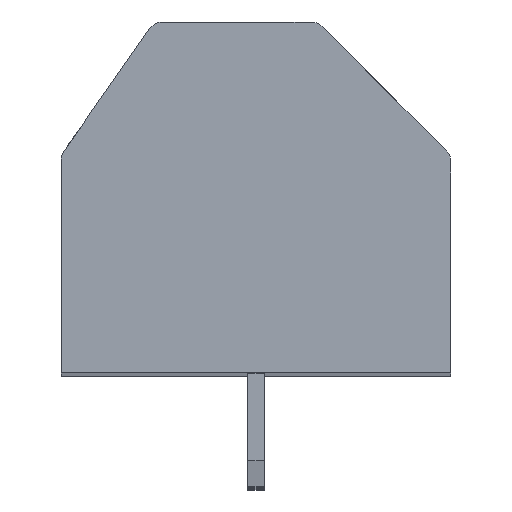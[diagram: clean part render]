
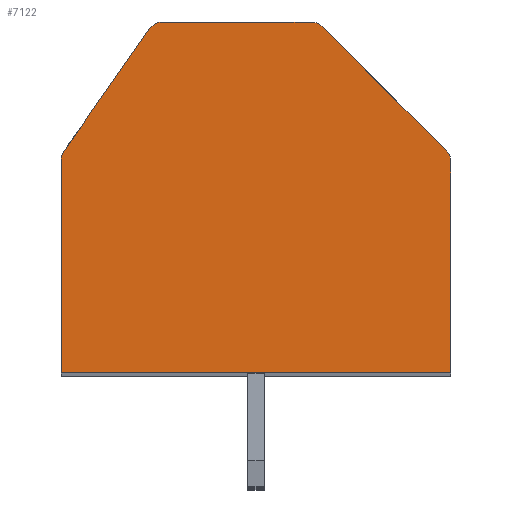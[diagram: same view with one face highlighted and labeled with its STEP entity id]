
A CAD part, top view. The second image highlights one B-rep face of the part: STEP entity #7122.
In plain terms, the highlighted planar face has unit normal (0, 0, 1).
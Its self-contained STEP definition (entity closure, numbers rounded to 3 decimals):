
#2257=CARTESIAN_POINT('',(1.693,4.899,3.));
#2258=DIRECTION('',(0.,0.,1.));
#2259=DIRECTION('',(0.707,0.707,0.));
#2260=AXIS2_PLACEMENT_3D('',#2257,#2258,#2259);
#2262=DIRECTION('',(-0.707,0.707,0.));
#2263=VECTOR('',#2262,5.383);
#2264=CARTESIAN_POINT('',(5.854,1.446,3.));
#2265=LINE('',#2264,#2263);
#2266=CARTESIAN_POINT('',(5.5,1.093,3.));
#2267=DIRECTION('',(0.,0.,1.));
#2268=DIRECTION('',(1.,0.,0.));
#2269=AXIS2_PLACEMENT_3D('',#2266,#2267,#2268);
#2271=DIRECTION('',(0.,1.,0.));
#2272=VECTOR('',#2271,6.493);
#2273=CARTESIAN_POINT('',(6.,-5.4,3.));
#2274=LINE('',#2273,#2272);
#2275=DIRECTION('',(1.,0.,0.));
#2276=VECTOR('',#2275,12.);
#2277=CARTESIAN_POINT('',(-6.,-5.4,3.));
#2278=LINE('',#2277,#2276);
#2279=DIRECTION('',(0.,-1.,0.));
#2280=VECTOR('',#2279,6.542);
#2281=CARTESIAN_POINT('',(-6.,1.142,3.));
#2282=LINE('',#2281,#2280);
#2283=CARTESIAN_POINT('',(-5.5,1.142,3.));
#2284=DIRECTION('',(0.,0.,1.));
#2285=DIRECTION('',(-0.819,0.574,0.));
#2286=AXIS2_PLACEMENT_3D('',#2283,#2284,#2285);
#2288=DIRECTION('',(-0.574,-0.819,0.));
#2289=VECTOR('',#2288,4.587);
#2290=CARTESIAN_POINT('',(-3.279,5.186,3.));
#2291=LINE('',#2290,#2289);
#2292=CARTESIAN_POINT('',(-2.869,4.899,3.));
#2293=DIRECTION('',(0.,0.,1.));
#2294=DIRECTION('',(0.,1.,0.));
#2295=AXIS2_PLACEMENT_3D('',#2292,#2293,#2294);
#2297=DIRECTION('',(-1.,0.,0.));
#2298=VECTOR('',#2297,4.563);
#2299=CARTESIAN_POINT('',(1.693,5.399,3.));
#2300=LINE('',#2299,#2298);
#2977=CARTESIAN_POINT('',(-6.,-5.4,3.));
#2978=CARTESIAN_POINT('',(6.,-5.4,3.));
#2979=VERTEX_POINT('',#2977);
#2980=VERTEX_POINT('',#2978);
#3289=CARTESIAN_POINT('',(2.047,5.253,3.));
#3290=VERTEX_POINT('',#3289);
#3291=CARTESIAN_POINT('',(1.693,5.399,3.));
#3292=VERTEX_POINT('',#3291);
#3297=CARTESIAN_POINT('',(6.,1.093,3.));
#3298=VERTEX_POINT('',#3297);
#3299=CARTESIAN_POINT('',(5.854,1.446,3.));
#3300=VERTEX_POINT('',#3299);
#3305=CARTESIAN_POINT('',(-2.869,5.399,3.));
#3306=VERTEX_POINT('',#3305);
#3307=CARTESIAN_POINT('',(-3.279,5.186,3.));
#3308=VERTEX_POINT('',#3307);
#3313=CARTESIAN_POINT('',(-5.91,1.429,3.));
#3314=VERTEX_POINT('',#3313);
#3315=CARTESIAN_POINT('',(-6.,1.142,3.));
#3316=VERTEX_POINT('',#3315);
#7105=CARTESIAN_POINT('',(0.,0.,3.));
#7106=DIRECTION('',(0.,0.,1.));
#7107=DIRECTION('',(1.,0.,0.));
#7108=AXIS2_PLACEMENT_3D('',#7105,#7106,#7107);
#7109=PLANE('',#7108);
#7110=ORIENTED_EDGE('',*,*,#3961,.F.);
#7111=ORIENTED_EDGE('',*,*,#3977,.F.);
#7112=ORIENTED_EDGE('',*,*,#5538,.F.);
#7113=ORIENTED_EDGE('',*,*,#5553,.F.);
#7114=ORIENTED_EDGE('',*,*,#5566,.F.);
#7115=ORIENTED_EDGE('',*,*,#5699,.F.);
#7116=ORIENTED_EDGE('',*,*,#5714,.F.);
#7117=ORIENTED_EDGE('',*,*,#5727,.F.);
#7118=ORIENTED_EDGE('',*,*,#7086,.F.);
#7119=ORIENTED_EDGE('',*,*,#7098,.F.);
#7120=EDGE_LOOP('',(#7110,#7111,#7112,#7113,#7114,#7115,#7116,#7117,#7118,
#7119));
#7121=FACE_OUTER_BOUND('',#7120,.F.);
#2261=CIRCLE('',#2260,0.5);
#2270=CIRCLE('',#2269,0.5);
#2287=CIRCLE('',#2286,0.5);
#2296=CIRCLE('',#2295,0.5);
#3961=EDGE_CURVE('',#3290,#3292,#2261,.T.);
#3977=EDGE_CURVE('',#3300,#3290,#2265,.T.);
#5538=EDGE_CURVE('',#3298,#3300,#2270,.T.);
#5553=EDGE_CURVE('',#2980,#3298,#2274,.T.);
#5566=EDGE_CURVE('',#2979,#2980,#2278,.T.);
#5699=EDGE_CURVE('',#3316,#2979,#2282,.T.);
#5714=EDGE_CURVE('',#3314,#3316,#2287,.T.);
#5727=EDGE_CURVE('',#3308,#3314,#2291,.T.);
#7086=EDGE_CURVE('',#3306,#3308,#2296,.T.);
#7098=EDGE_CURVE('',#3292,#3306,#2300,.T.);
#7122=ADVANCED_FACE('',(#7121),#7109,.T.);
